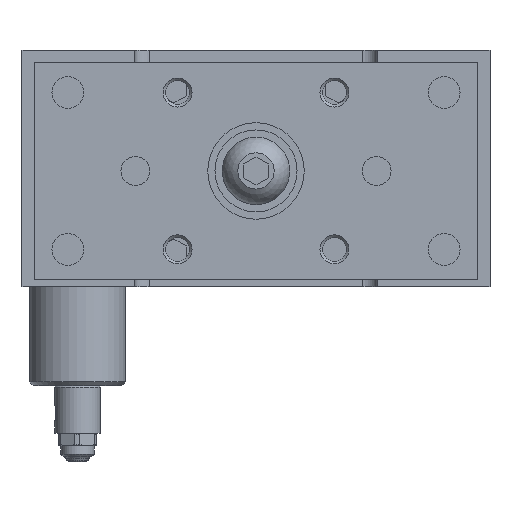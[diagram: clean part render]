
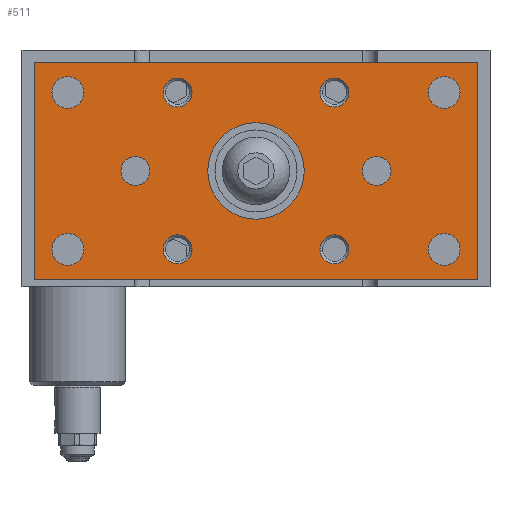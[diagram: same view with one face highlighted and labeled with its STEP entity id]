
A CAD part, left-side view. The second image highlights one B-rep face of the part: STEP entity #511.
In plain terms, the highlighted planar face has unit normal (-1, 0, 0).
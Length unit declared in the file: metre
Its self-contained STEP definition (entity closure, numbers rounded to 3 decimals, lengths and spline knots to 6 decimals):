
#511 = ADVANCED_FACE( '', ( #1437, #1438, #1439, #1440, #1441, #1442, #1443, #1444, #1445, #1446, #1447, #1448 ), #1449, .T. );
#1437 = FACE_OUTER_BOUND( '', #3076, .T. );
#1438 = FACE_BOUND( '', #3077, .T. );
#1439 = FACE_BOUND( '', #3078, .T. );
#1440 = FACE_BOUND( '', #3079, .T. );
#1441 = FACE_BOUND( '', #3080, .T. );
#1442 = FACE_BOUND( '', #3081, .T. );
#1443 = FACE_BOUND( '', #3082, .T. );
#1444 = FACE_BOUND( '', #3083, .T. );
#1445 = FACE_BOUND( '', #3084, .T. );
#1446 = FACE_BOUND( '', #3085, .T. );
#1447 = FACE_BOUND( '', #3086, .T. );
#1448 = FACE_BOUND( '', #3087, .T. );
#1449 = PLANE( '', #3088 );
#3076 = EDGE_LOOP( '', ( #4797, #4798, #4799, #4800 ) );
#3077 = EDGE_LOOP( '', ( #4801 ) );
#3078 = EDGE_LOOP( '', ( #4802 ) );
#3079 = EDGE_LOOP( '', ( #4803 ) );
#3080 = EDGE_LOOP( '', ( #4804 ) );
#3081 = EDGE_LOOP( '', ( #4805 ) );
#3082 = EDGE_LOOP( '', ( #4806 ) );
#3083 = EDGE_LOOP( '', ( #4807 ) );
#3084 = EDGE_LOOP( '', ( #4808 ) );
#3085 = EDGE_LOOP( '', ( #4809 ) );
#3086 = EDGE_LOOP( '', ( #4810 ) );
#3087 = EDGE_LOOP( '', ( #4811 ) );
#3088 = AXIS2_PLACEMENT_3D( '', #4812, #4813, #4814 );
#4797 = ORIENTED_EDGE( '', *, *, #8022, .T. );
#4798 = ORIENTED_EDGE( '', *, *, #8023, .T. );
#4799 = ORIENTED_EDGE( '', *, *, #8024, .T. );
#4800 = ORIENTED_EDGE( '', *, *, #8025, .T. );
#4801 = ORIENTED_EDGE( '', *, *, #8026, .T. );
#4802 = ORIENTED_EDGE( '', *, *, #8027, .F. );
#4803 = ORIENTED_EDGE( '', *, *, #8028, .F. );
#4804 = ORIENTED_EDGE( '', *, *, #8029, .T. );
#4805 = ORIENTED_EDGE( '', *, *, #7960, .T. );
#4806 = ORIENTED_EDGE( '', *, *, #8030, .F. );
#4807 = ORIENTED_EDGE( '', *, *, #8031, .T. );
#4808 = ORIENTED_EDGE( '', *, *, #8032, .F. );
#4809 = ORIENTED_EDGE( '', *, *, #8033, .F. );
#4810 = ORIENTED_EDGE( '', *, *, #8034, .T. );
#4811 = ORIENTED_EDGE( '', *, *, #8035, .T. );
#4812 = CARTESIAN_POINT( '', ( -0.019, -0.046, -0.0025 ) );
#4813 = DIRECTION( '', ( -1., 0., 0. ) );
#4814 = DIRECTION( '', ( 0., 0., 1. ) );
#7960 = EDGE_CURVE( '', #9208, #9208, #9209, .T. );
#8022 = EDGE_CURVE( '', #9315, #9316, #9317, .T. );
#8023 = EDGE_CURVE( '', #9316, #9318, #9319, .T. );
#8024 = EDGE_CURVE( '', #9318, #9320, #9321, .T. );
#8025 = EDGE_CURVE( '', #9320, #9315, #9322, .T. );
#8026 = EDGE_CURVE( '', #9323, #9323, #9324, .T. );
#8027 = EDGE_CURVE( '', #9325, #9325, #9326, .T. );
#8028 = EDGE_CURVE( '', #9327, #9327, #9328, .T. );
#8029 = EDGE_CURVE( '', #9329, #9329, #9330, .T. );
#8030 = EDGE_CURVE( '', #9331, #9331, #9332, .T. );
#8031 = EDGE_CURVE( '', #9333, #9333, #9334, .T. );
#8032 = EDGE_CURVE( '', #9335, #9335, #9336, .T. );
#8033 = EDGE_CURVE( '', #9337, #9337, #9338, .T. );
#8034 = EDGE_CURVE( '', #9339, #9339, #9340, .T. );
#8035 = EDGE_CURVE( '', #9341, #9341, #9342, .T. );
#9208 = VERTEX_POINT( '', #11032 );
#9209 = CIRCLE( '', #11033, 0.003 );
#9315 = VERTEX_POINT( '', #11204 );
#9316 = VERTEX_POINT( '', #11205 );
#9317 = LINE( '', #11206, #11207 );
#9318 = VERTEX_POINT( '', #11208 );
#9319 = LINE( '', #11209, #11210 );
#9320 = VERTEX_POINT( '', #11211 );
#9321 = LINE( '', #11212, #11213 );
#9322 = LINE( '', #11214, #11215 );
#9323 = VERTEX_POINT( '', #11216 );
#9324 = CIRCLE( '', #11217, 0.0033 );
#9325 = VERTEX_POINT( '', #11218 );
#9326 = CIRCLE( '', #11219, 0.0033 );
#9327 = VERTEX_POINT( '', #11220 );
#9328 = CIRCLE( '', #11221, 0.0033 );
#9329 = VERTEX_POINT( '', #11222 );
#9330 = CIRCLE( '', #11223, 0.0033 );
#9331 = VERTEX_POINT( '', #11224 );
#9332 = CIRCLE( '', #11225, 0.003 );
#9333 = VERTEX_POINT( '', #11226 );
#9334 = CIRCLE( '', #11227, 0.003 );
#9335 = VERTEX_POINT( '', #11228 );
#9336 = CIRCLE( '', #11229, 0.003 );
#9337 = VERTEX_POINT( '', #11230 );
#9338 = CIRCLE( '', #11231, 0.003 );
#9339 = VERTEX_POINT( '', #11232 );
#9340 = CIRCLE( '', #11233, 0.003 );
#9341 = VERTEX_POINT( '', #11234 );
#9342 = CIRCLE( '', #11235, 0.01 );
#11032 = CARTESIAN_POINT( '', ( -0.019, 0.028, -0.025 ) );
#11033 = AXIS2_PLACEMENT_3D( '', #13721, #13722, #13723 );
#11204 = CARTESIAN_POINT( '', ( -0.019, -0.046, -0.0475 ) );
#11205 = CARTESIAN_POINT( '', ( -0.019, -0.046, -0.0025 ) );
#11206 = CARTESIAN_POINT( '', ( -0.019, -0.046, -0.0475 ) );
#11207 = VECTOR( '', #13803, 1. );
#11208 = CARTESIAN_POINT( '', ( -0.019, 0.046, -0.0025 ) );
#11209 = CARTESIAN_POINT( '', ( -0.019, -0.046, -0.0025 ) );
#11210 = VECTOR( '', #13804, 1. );
#11211 = CARTESIAN_POINT( '', ( -0.019, 0.046, -0.0475 ) );
#11212 = CARTESIAN_POINT( '', ( -0.019, 0.046, -0.0025 ) );
#11213 = VECTOR( '', #13805, 1. );
#11214 = CARTESIAN_POINT( '', ( -0.019, 0.046, -0.0475 ) );
#11215 = VECTOR( '', #13806, 1. );
#11216 = CARTESIAN_POINT( '', ( -0.019, 0.0357, -0.00875 ) );
#11217 = AXIS2_PLACEMENT_3D( '', #13807, #13808, #13809 );
#11218 = CARTESIAN_POINT( '', ( -0.019, -0.0357, -0.00875 ) );
#11219 = AXIS2_PLACEMENT_3D( '', #13810, #13811, #13812 );
#11220 = CARTESIAN_POINT( '', ( -0.019, 0.0357, -0.04125 ) );
#11221 = AXIS2_PLACEMENT_3D( '', #13813, #13814, #13815 );
#11222 = CARTESIAN_POINT( '', ( -0.019, -0.0357, -0.04125 ) );
#11223 = AXIS2_PLACEMENT_3D( '', #13816, #13817, #13818 );
#11224 = CARTESIAN_POINT( '', ( -0.019, -0.028, -0.025 ) );
#11225 = AXIS2_PLACEMENT_3D( '', #13819, #13820, #13821 );
#11226 = CARTESIAN_POINT( '', ( -0.019, 0.01925, -0.00875 ) );
#11227 = AXIS2_PLACEMENT_3D( '', #13822, #13823, #13824 );
#11228 = CARTESIAN_POINT( '', ( -0.019, -0.01925, -0.00875 ) );
#11229 = AXIS2_PLACEMENT_3D( '', #13825, #13826, #13827 );
#11230 = CARTESIAN_POINT( '', ( -0.019, 0.01925, -0.04125 ) );
#11231 = AXIS2_PLACEMENT_3D( '', #13828, #13829, #13830 );
#11232 = CARTESIAN_POINT( '', ( -0.019, -0.01925, -0.04125 ) );
#11233 = AXIS2_PLACEMENT_3D( '', #13831, #13832, #13833 );
#11234 = CARTESIAN_POINT( '', ( -0.019, 0.01, -0.025 ) );
#11235 = AXIS2_PLACEMENT_3D( '', #13834, #13835, #13836 );
#13721 = CARTESIAN_POINT( '', ( -0.019, 0.025, -0.025 ) );
#13722 = DIRECTION( '', ( 1., 0., 0. ) );
#13723 = DIRECTION( '', ( 0., 1., 0. ) );
#13803 = DIRECTION( '', ( 0., 0., 1. ) );
#13804 = DIRECTION( '', ( 0., 1., 0. ) );
#13805 = DIRECTION( '', ( 0., 0., -1. ) );
#13806 = DIRECTION( '', ( 0., -1., 0. ) );
#13807 = CARTESIAN_POINT( '', ( -0.019, 0.039, -0.00875 ) );
#13808 = DIRECTION( '', ( 1., 0., 0. ) );
#13809 = DIRECTION( '', ( 0., -1., 0. ) );
#13810 = CARTESIAN_POINT( '', ( -0.019, -0.039, -0.00875 ) );
#13811 = DIRECTION( '', ( -1., 0., 0. ) );
#13812 = DIRECTION( '', ( 0., 1., 0. ) );
#13813 = CARTESIAN_POINT( '', ( -0.019, 0.039, -0.04125 ) );
#13814 = DIRECTION( '', ( -1., 0., 0. ) );
#13815 = DIRECTION( '', ( 0., -1., 0. ) );
#13816 = CARTESIAN_POINT( '', ( -0.019, -0.039, -0.04125 ) );
#13817 = DIRECTION( '', ( 1., 0., 0. ) );
#13818 = DIRECTION( '', ( 0., 1., 0. ) );
#13819 = CARTESIAN_POINT( '', ( -0.019, -0.025, -0.025 ) );
#13820 = DIRECTION( '', ( -1., 0., 0. ) );
#13821 = DIRECTION( '', ( 0., -1., 0. ) );
#13822 = CARTESIAN_POINT( '', ( -0.019, 0.01625, -0.00875 ) );
#13823 = DIRECTION( '', ( 1., 0., 0. ) );
#13824 = DIRECTION( '', ( 0., 1., 0. ) );
#13825 = CARTESIAN_POINT( '', ( -0.019, -0.01625, -0.00875 ) );
#13826 = DIRECTION( '', ( -1., 0., 0. ) );
#13827 = DIRECTION( '', ( 0., -1., 0. ) );
#13828 = CARTESIAN_POINT( '', ( -0.019, 0.01625, -0.04125 ) );
#13829 = DIRECTION( '', ( -1., 0., 0. ) );
#13830 = DIRECTION( '', ( 0., 1., 0. ) );
#13831 = CARTESIAN_POINT( '', ( -0.019, -0.01625, -0.04125 ) );
#13832 = DIRECTION( '', ( 1., 0., 0. ) );
#13833 = DIRECTION( '', ( 0., -1., 0. ) );
#13834 = CARTESIAN_POINT( '', ( -0.019, 0., -0.025 ) );
#13835 = DIRECTION( '', ( 1., 0., 0. ) );
#13836 = DIRECTION( '', ( 0., 1., 0. ) );
